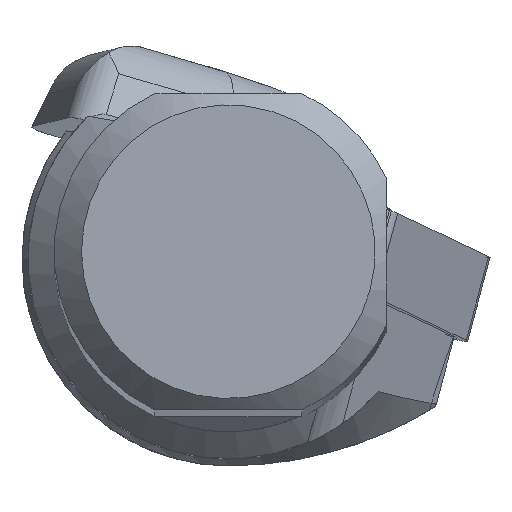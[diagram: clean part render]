
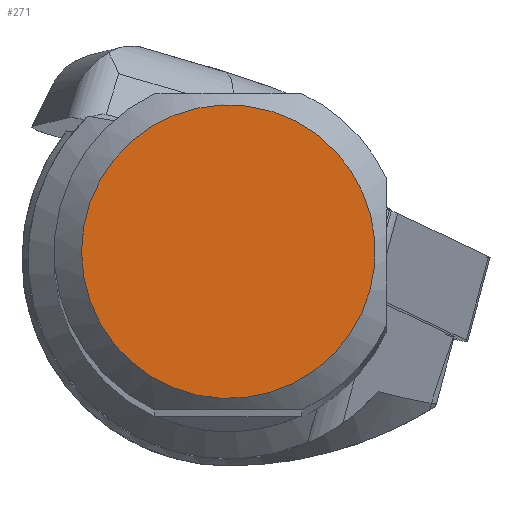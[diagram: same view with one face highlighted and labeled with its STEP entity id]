
A CAD part, top view. The second image highlights one B-rep face of the part: STEP entity #271.
In plain terms, the highlighted planar face has unit normal (0, 0, 1).
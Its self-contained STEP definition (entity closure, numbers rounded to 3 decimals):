
#189=FACE_OUTER_BOUND('',#683,.T.);
#271=ADVANCED_FACE('CU_SU_BP3',(#189),#337,.T.);
#337=PLANE('',#1788);
#683=EDGE_LOOP('',(#922));
#922=ORIENTED_EDGE('',*,*,#1478,.F.);
#1296=VERTEX_POINT('',#2731);
#1478=EDGE_CURVE('',#1296,#1296,#1607,.T.);
#1607=CIRCLE('',#1787,10.691);
#1787=AXIS2_PLACEMENT_3D('',#2730,#2106,#2107);
#1788=AXIS2_PLACEMENT_3D('',#2732,#2108,#2109);
#2106=DIRECTION('',(0.,0.,-1.));
#2107=DIRECTION('',(-1.,0.,0.));
#2108=DIRECTION('',(0.,0.,1.));
#2109=DIRECTION('',(-1.,0.,0.));
#2730=CARTESIAN_POINT('',(0.,0.,0.));
#2731=CARTESIAN_POINT('',(-10.691,0.,0.));
#2732=CARTESIAN_POINT('',(0.,0.,0.));
